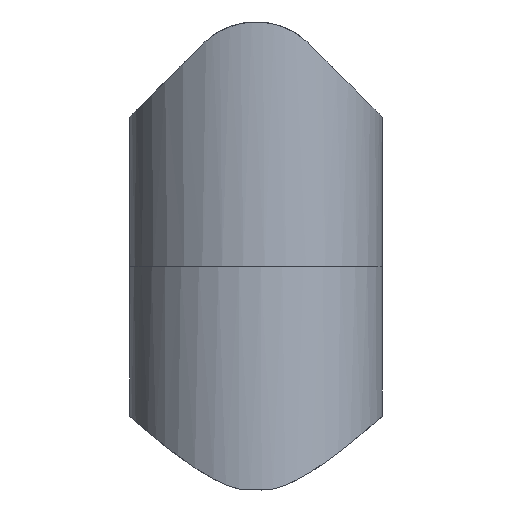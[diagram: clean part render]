
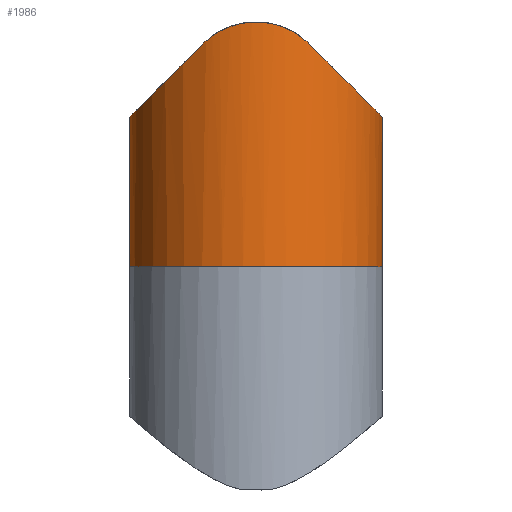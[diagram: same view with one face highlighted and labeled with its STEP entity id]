
A CAD part, left-side view. The second image highlights one B-rep face of the part: STEP entity #1986.
In plain terms, the highlighted cylindrical face has radius 21.2 mm (diameter 42.4 mm), a full revolution.
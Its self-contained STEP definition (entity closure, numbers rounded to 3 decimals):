
#485 = CARTESIAN_POINT ( 'NONE',  ( -19.477, -8.372, 37.828 ) ) ;
#601 = EDGE_CURVE ( 'NONE', #1841, #1841, #13040, .T. ) ;
#1078 = CARTESIAN_POINT ( 'NONE',  ( 20.258, 6.257, 39.348 ) ) ;
#1261 = CARTESIAN_POINT ( 'NONE',  ( -20.263, 6.242, 39.357 ) ) ;
#1590 = ORIENTED_EDGE ( 'NONE', *, *, #6616, .T. ) ;
#1731 = CARTESIAN_POINT ( 'NONE',  ( 10.882, -28.367, 17.833 ) ) ;
#1775 = CARTESIAN_POINT ( 'NONE',  ( -10.882, -28.367, 17.833 ) ) ;
#1841 = VERTEX_POINT ( 'NONE', #11404 ) ;
#1854 = CARTESIAN_POINT ( 'NONE',  ( 20.981, -3.064, 40.629 ) ) ;
#1986 = ADVANCED_FACE ( 'NONE', ( #9784, #10677 ), #10859, .T. ) ;
#2134 = CARTESIAN_POINT ( 'NONE',  ( -19.948, 7.21, 38.768 ) ) ;
#2262 = CARTESIAN_POINT ( 'NONE',  ( 21.145, 1.572, 40.908 ) ) ;
#2563 = CARTESIAN_POINT ( 'NONE',  ( -10.882, 28.367, 17.833 ) ) ;
#2720 = AXIS2_PLACEMENT_3D ( 'NONE', #11544, #5777, #13818 ) ;
#2875 = EDGE_CURVE ( 'NONE', #4806, #3521, #11501, .T. ) ;
#2913 = CARTESIAN_POINT ( 'NONE',  ( 21.033, -2.682, 40.718 ) ) ;
#3037 = CARTESIAN_POINT ( 'NONE',  ( -21.145, -1.572, 40.908 ) ) ;
#3080 = CARTESIAN_POINT ( 'NONE',  ( -21.033, 2.682, 40.718 ) ) ;
#3237 = CARTESIAN_POINT ( 'NONE',  ( -20.63, -4.897, 40.019 ) ) ;
#3521 = VERTEX_POINT ( 'NONE', #6885 ) ;
#3550 = CARTESIAN_POINT ( 'NONE',  ( 20.859, -3.807, 40.419 ) ) ;
#3691 = DIRECTION ( 'NONE',  ( 0., 0., 1. ) ) ;
#3766 = CARTESIAN_POINT ( 'NONE',  ( 10.882, 28.367, 17.833 ) ) ;
#4254 = CARTESIAN_POINT ( 'NONE',  ( -21.189, -0.794, 40.981 ) ) ;
#4567 = CARTESIAN_POINT ( 'NONE',  ( -20.634, 4.881, 40.025 ) ) ;
#4593 = CARTESIAN_POINT ( 'NONE',  ( 19.946, 7.214, 38.765 ) ) ;
#4720 = CARTESIAN_POINT ( 'NONE',  ( 20.548, -5.229, 39.874 ) ) ;
#4806 = VERTEX_POINT ( 'NONE', #8794 ) ;
#4862 = DIRECTION ( 'NONE',  ( 1., 0., 0. ) ) ;
#4940 = CARTESIAN_POINT ( 'NONE',  ( 19.477, 8.372, 37.828 ) ) ;
#5542 = CARTESIAN_POINT ( 'NONE',  ( 20.63, 4.897, 40.019 ) ) ;
#5701 = CARTESIAN_POINT ( 'NONE',  ( 20.543, 5.249, 39.864 ) ) ;
#5777 = DIRECTION ( 'NONE',  ( 0., 0., -1. ) ) ;
#5838 = CARTESIAN_POINT ( 'NONE',  ( -20.548, 5.229, 39.874 ) ) ;
#5989 = CARTESIAN_POINT ( 'NONE',  ( 19.948, -7.21, 38.768 ) ) ;
#6073 = CARTESIAN_POINT ( 'NONE',  ( 0., 0., 0. ) ) ;
#6104 = ORIENTED_EDGE ( 'NONE', *, *, #10994, .T. ) ;
#6222 = ORIENTED_EDGE ( 'NONE', *, *, #9471, .T. ) ;
#6520 = CARTESIAN_POINT ( 'NONE',  ( -20.357, -5.929, 39.529 ) ) ;
#6568 = CARTESIAN_POINT ( 'NONE',  ( -19.718, -7.812, 38.323 ) ) ;
#6616 = EDGE_CURVE ( 'NONE', #10349, #7474, #11326, .T. ) ;
#6885 = CARTESIAN_POINT ( 'NONE',  ( 19.477, -8.372, 37.828 ) ) ;
#7206 = CARTESIAN_POINT ( 'NONE',  ( 20.363, -5.909, 39.54 ) ) ;
#7474 = VERTEX_POINT ( 'NONE', #14222 ) ;
#7685 = CARTESIAN_POINT ( 'NONE',  ( -21.2, 0.767, 41.001 ) ) ;
#7885 = CARTESIAN_POINT ( 'NONE',  ( -19.946, -7.214, 38.765 ) ) ;
#8195 = CARTESIAN_POINT ( 'NONE',  ( 20.263, -6.242, 39.357 ) ) ;
#8460 = CARTESIAN_POINT ( 'NONE',  ( -19.477, 8.372, 37.828 ) ) ;
#8692 =( BOUNDED_CURVE ( )  B_SPLINE_CURVE ( 3, ( #8460, #2563, #3766, #4940 ),
 .UNSPECIFIED., .F., .T. ) 
 B_SPLINE_CURVE_WITH_KNOTS ( ( 4, 4 ),
 ( 5.118, 7.448 ),
 .UNSPECIFIED. ) 
 CURVE ( )  GEOMETRIC_REPRESENTATION_ITEM ( )  RATIONAL_B_SPLINE_CURVE ( ( 1., 0.597, 0.597, 1. ) ) 
 REPRESENTATION_ITEM ( '' )  );
#8794 = CARTESIAN_POINT ( 'NONE',  ( 19.477, 8.372, 37.828 ) ) ;
#8826 = CARTESIAN_POINT ( 'NONE',  ( -21.158, 1.538, 40.93 ) ) ;
#8976 = CARTESIAN_POINT ( 'NONE',  ( -20.543, -5.249, 39.864 ) ) ;
#9053 = CARTESIAN_POINT ( 'NONE',  ( 19.477, 8.372, 37.828 ) ) ;
#9338 = CARTESIAN_POINT ( 'NONE',  ( 19.718, -7.812, 38.324 ) ) ;
#9471 = EDGE_CURVE ( 'NONE', #7474, #4806, #8692, .T. ) ;
#9784 = FACE_OUTER_BOUND ( 'NONE', #13450, .T. ) ;
#10011 = CARTESIAN_POINT ( 'NONE',  ( -19.477, -8.372, 37.828 ) ) ;
#10034 = CARTESIAN_POINT ( 'NONE',  ( -20.789, 4.17, 40.298 ) ) ;
#10139 = CARTESIAN_POINT ( 'NONE',  ( -19.477, -8.372, 37.828 ) ) ;
#10218 = CARTESIAN_POINT ( 'NONE',  ( 19.718, 7.812, 38.323 ) ) ;
#10270 = CARTESIAN_POINT ( 'NONE',  ( 20.987, 3.091, 40.64 ) ) ;
#10331 = AXIS2_PLACEMENT_3D ( 'NONE', #6073, #3691, #4862 ) ;
#10349 = VERTEX_POINT ( 'NONE', #10011 ) ;
#10677 = FACE_OUTER_BOUND ( 'NONE', #13774, .T. ) ;
#10859 = CYLINDRICAL_SURFACE ( 'NONE', #2720, 21.2 ) ;
#10994 = EDGE_CURVE ( 'NONE', #3521, #10349, #12276, .T. ) ;
#11090 = CARTESIAN_POINT ( 'NONE',  ( -21.2, -0.4, 41. ) ) ;
#11142 = CARTESIAN_POINT ( 'NONE',  ( -20.981, 3.064, 40.629 ) ) ;
#11257 = CARTESIAN_POINT ( 'NONE',  ( 21.2, 0.4, 41. ) ) ;
#11288 = CARTESIAN_POINT ( 'NONE',  ( -20.865, -3.826, 40.431 ) ) ;
#11326 = B_SPLINE_CURVE_WITH_KNOTS ( 'NONE', 3,
 ( #10139, #6568, #7885, #12406, #6520, #8976, #3237, #11288, #12302, #14561, #3037, #4254, #11090, #7685, #8826, #3080, #11142, #14608, #10034, #4567, #5838, #12609, #1261, #2134, #14870, #11556 ),
 .UNSPECIFIED., .F., .F.,
 ( 4, 2, 2, 2, 2, 2, 2, 2, 2, 2, 2, 2, 4 ),
 ( 0., 0.002, 0.003, 0.005, 0.007, 0.008, 0.009, 0.012, 0.013, 0.014, 0.015, 0.016, 0.019 ),
 .UNSPECIFIED. ) ;
#11364 = CARTESIAN_POINT ( 'NONE',  ( 20.357, 5.929, 39.529 ) ) ;
#11404 = CARTESIAN_POINT ( 'NONE',  ( 21.2, 0., 0. ) ) ;
#11501 = B_SPLINE_CURVE_WITH_KNOTS ( 'NONE', 3,
 ( #9053, #10218, #4593, #1078, #11364, #5701, #5542, #12531, #10270, #13744, #2262, #12634, #11257, #13588, #14740, #2913, #1854, #3550, #11809, #14107, #4720, #7206, #8195, #5989, #9338, #13966 ),
 .UNSPECIFIED., .F., .F.,
 ( 4, 2, 2, 2, 2, 2, 2, 2, 2, 2, 2, 2, 4 ),
 ( 0., 0.002, 0.003, 0.005, 0.007, 0.008, 0.009, 0.012, 0.013, 0.014, 0.015, 0.016, 0.019 ),
 .UNSPECIFIED. ) ;
#11544 = CARTESIAN_POINT ( 'NONE',  ( 0., 0., 46.2 ) ) ;
#11556 = CARTESIAN_POINT ( 'NONE',  ( -19.477, 8.372, 37.828 ) ) ;
#11809 = CARTESIAN_POINT ( 'NONE',  ( 20.789, -4.17, 40.298 ) ) ;
#12185 = CARTESIAN_POINT ( 'NONE',  ( 19.477, -8.372, 37.828 ) ) ;
#12276 =( BOUNDED_CURVE ( )  B_SPLINE_CURVE ( 3, ( #12185, #1731, #1775, #485 ),
 .UNSPECIFIED., .F., .F. ) 
 B_SPLINE_CURVE_WITH_KNOTS ( ( 4, 4 ),
 ( 5.118, 7.448 ),
 .UNSPECIFIED. ) 
 CURVE ( )  GEOMETRIC_REPRESENTATION_ITEM ( )  RATIONAL_B_SPLINE_CURVE ( ( 1., 0.597, 0.597, 1. ) ) 
 REPRESENTATION_ITEM ( '' )  );
#12302 = CARTESIAN_POINT ( 'NONE',  ( -20.987, -3.091, 40.64 ) ) ;
#12406 = CARTESIAN_POINT ( 'NONE',  ( -20.258, -6.257, 39.348 ) ) ;
#12531 = CARTESIAN_POINT ( 'NONE',  ( 20.865, 3.826, 40.431 ) ) ;
#12609 = CARTESIAN_POINT ( 'NONE',  ( -20.363, 5.909, 39.54 ) ) ;
#12634 = CARTESIAN_POINT ( 'NONE',  ( 21.189, 0.794, 40.981 ) ) ;
#13040 = CIRCLE ( 'NONE', #10331, 21.2 ) ;
#13258 = ORIENTED_EDGE ( 'NONE', *, *, #2875, .T. ) ;
#13450 = EDGE_LOOP ( 'NONE', ( #13918 ) ) ;
#13588 = CARTESIAN_POINT ( 'NONE',  ( 21.2, -0.767, 41.001 ) ) ;
#13744 = CARTESIAN_POINT ( 'NONE',  ( 21.113, 1.956, 40.854 ) ) ;
#13774 = EDGE_LOOP ( 'NONE', ( #6104, #1590, #6222, #13258 ) ) ;
#13818 = DIRECTION ( 'NONE',  ( -1., 0., 0. ) ) ;
#13918 = ORIENTED_EDGE ( 'NONE', *, *, #601, .T. ) ;
#13966 = CARTESIAN_POINT ( 'NONE',  ( 19.477, -8.372, 37.828 ) ) ;
#14107 = CARTESIAN_POINT ( 'NONE',  ( 20.634, -4.881, 40.025 ) ) ;
#14222 = CARTESIAN_POINT ( 'NONE',  ( -19.477, 8.372, 37.828 ) ) ;
#14561 = CARTESIAN_POINT ( 'NONE',  ( -21.113, -1.956, 40.854 ) ) ;
#14608 = CARTESIAN_POINT ( 'NONE',  ( -20.859, 3.807, 40.419 ) ) ;
#14740 = CARTESIAN_POINT ( 'NONE',  ( 21.158, -1.538, 40.93 ) ) ;
#14870 = CARTESIAN_POINT ( 'NONE',  ( -19.718, 7.812, 38.324 ) ) ;
